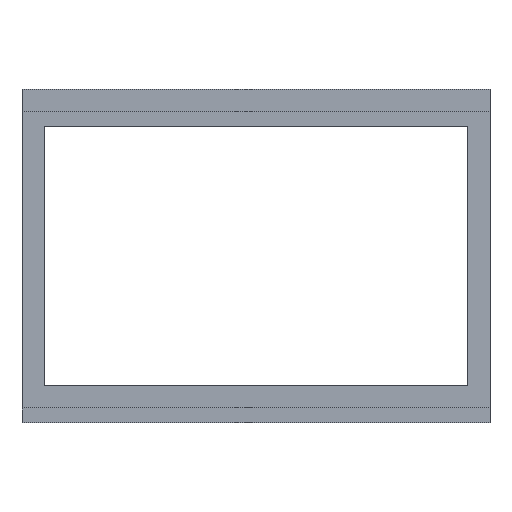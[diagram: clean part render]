
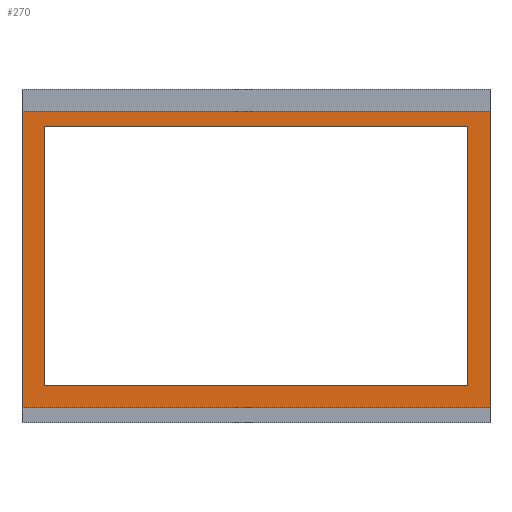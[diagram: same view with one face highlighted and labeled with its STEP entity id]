
A CAD part, top view. The second image highlights one B-rep face of the part: STEP entity #270.
In plain terms, the highlighted planar face has unit normal (0, 0, 1).
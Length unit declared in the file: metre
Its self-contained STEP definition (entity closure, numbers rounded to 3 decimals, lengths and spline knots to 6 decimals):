
#52=ORIENTED_EDGE('',*,*,#96,.F.);
#53=ORIENTED_EDGE('',*,*,#104,.T.);
#54=ORIENTED_EDGE('',*,*,#107,.T.);
#55=ORIENTED_EDGE('',*,*,#113,.F.);
#56=ORIENTED_EDGE('',*,*,#87,.F.);
#57=ORIENTED_EDGE('',*,*,#90,.T.);
#58=ORIENTED_EDGE('',*,*,#93,.T.);
#59=ORIENTED_EDGE('',*,*,#115,.F.);
#87=EDGE_CURVE('',#123,#120,#147,.T.);
#90=EDGE_CURVE('',#123,#125,#150,.T.);
#93=EDGE_CURVE('',#125,#127,#153,.T.);
#96=EDGE_CURVE('',#130,#131,#156,.T.);
#104=EDGE_CURVE('',#130,#137,#164,.T.);
#107=EDGE_CURVE('',#137,#139,#167,.T.);
#113=EDGE_CURVE('',#131,#139,#173,.T.);
#115=EDGE_CURVE('',#120,#127,#175,.T.);
#120=VERTEX_POINT('',#372);
#123=VERTEX_POINT('',#377);
#125=VERTEX_POINT('',#383);
#127=VERTEX_POINT('',#389);
#130=VERTEX_POINT('',#396);
#131=VERTEX_POINT('',#398);
#137=VERTEX_POINT('',#412);
#139=VERTEX_POINT('',#418);
#147=LINE('',#378,#183);
#150=LINE('',#384,#186);
#153=LINE('',#390,#189);
#156=LINE('',#397,#192);
#164=LINE('',#413,#200);
#167=LINE('',#419,#203);
#173=LINE('',#430,#209);
#175=LINE('',#433,#211);
#183=VECTOR('',#310,1.);
#186=VECTOR('',#315,1.);
#189=VECTOR('',#320,1.);
#192=VECTOR('',#325,1.);
#200=VECTOR('',#335,1.);
#203=VECTOR('',#340,1.);
#209=VECTOR('',#348,1.);
#211=VECTOR('',#352,1.);
#224=EDGE_LOOP('',(#52,#53,#54,#55));
#225=EDGE_LOOP('',(#56,#57,#58,#59));
#240=FACE_BOUND('',#224,.T.);
#241=FACE_BOUND('',#225,.T.);
#256=PLANE('',#297);
#270=ADVANCED_FACE('',(#240,#241),#256,.T.);
#297=AXIS2_PLACEMENT_3D('',#434,#353,#354);
#310=DIRECTION('',(0.,-1.,0.));
#315=DIRECTION('',(1.,0.,0.));
#320=DIRECTION('',(0.,-1.,0.));
#325=DIRECTION('',(-1.,0.,0.));
#335=DIRECTION('',(0.,1.,0.));
#340=DIRECTION('',(-1.,0.,0.));
#348=DIRECTION('',(0.,1.,0.));
#352=DIRECTION('',(1.,0.,0.));
#353=DIRECTION('',(0.,0.,1.));
#354=DIRECTION('',(1.,0.,0.));
#372=CARTESIAN_POINT('',(-0.0573,-0.036425,0.001));
#377=CARTESIAN_POINT('',(-0.0573,0.033775,0.001));
#378=CARTESIAN_POINT('',(-0.0573,-0.001325,0.001));
#383=CARTESIAN_POINT('',(0.0573,0.033775,0.001));
#384=CARTESIAN_POINT('',(0.,0.033775,0.001));
#389=CARTESIAN_POINT('',(0.0573,-0.036425,0.001));
#390=CARTESIAN_POINT('',(0.0573,-0.001325,0.001));
#396=CARTESIAN_POINT('',(0.0633,-0.042425,0.001));
#397=CARTESIAN_POINT('',(0.,-0.042425,0.001));
#398=CARTESIAN_POINT('',(-0.0633,-0.042425,0.001));
#412=CARTESIAN_POINT('',(0.0633,0.037775,0.001));
#413=CARTESIAN_POINT('',(0.0633,-0.002325,0.001));
#418=CARTESIAN_POINT('',(-0.0633,0.037775,0.001));
#419=CARTESIAN_POINT('',(0.,0.037775,0.001));
#430=CARTESIAN_POINT('',(-0.0633,-0.002325,0.001));
#433=CARTESIAN_POINT('',(0.,-0.036425,0.001));
#434=CARTESIAN_POINT('',(0.,-0.001325,0.001));
